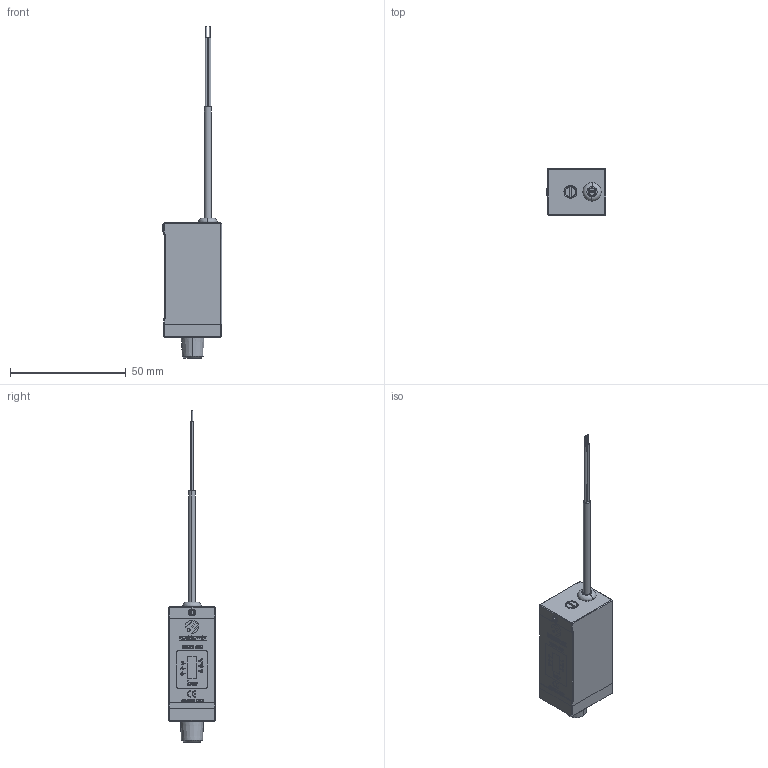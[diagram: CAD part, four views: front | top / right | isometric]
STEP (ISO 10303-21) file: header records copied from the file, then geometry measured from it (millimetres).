
FILE_DESCRIPTION (( 'STEP AP214' ), '1' );
FILE_NAME ('681.STEP', '2020-02-10T07:50:33', ( '' ), ( '' ), 'SwSTEP 2.0', 'SolidWorks 2019', '' );
FILE_SCHEMA (( 'AUTOMOTIVE_DESIGN' ));
Length unit declared in the file: millimetre
Products named in the file (1): 681
Bounding box: 25.6 x 20 x 143.5 mm (x, y, z)
Surface area: 7404.9 mm2 (no closed solid volume)
Topology: 0 solids, 43 shells, 277 faces, 1569 edges, 1329 vertices
Faces by surface type: plane 172, cylinder 64, bspline 18, cone 15, torus 8
Entity records: 22386 total; most frequent: CARTESIAN_POINT 8156, ORIENTED_EDGE 1992, DIRECTION 1912, EDGE_CURVE 1569, VERTEX_POINT 1329, LINE 1090, VECTOR 1090, AXIS2_PLACEMENT_3D 411
